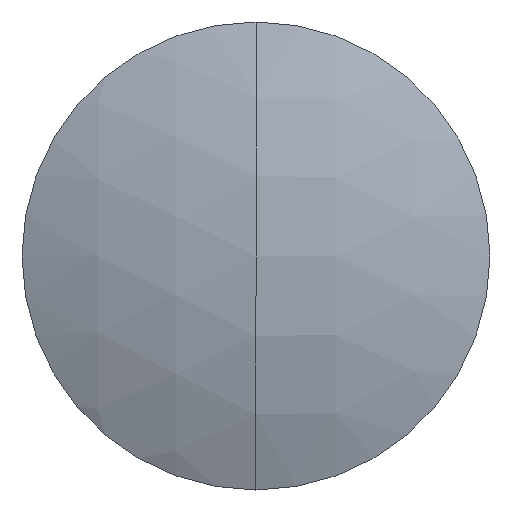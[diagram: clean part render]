
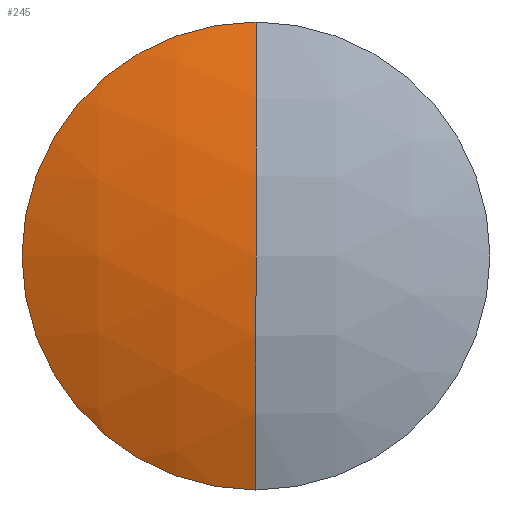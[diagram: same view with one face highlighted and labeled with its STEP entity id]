
A CAD part, left-side view. The second image highlights one B-rep face of the part: STEP entity #245.
In plain terms, the highlighted spherical face has radius 8.184 mm.
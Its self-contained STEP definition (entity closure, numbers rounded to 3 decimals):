
#10 = DIRECTION ( 'NONE',  ( 0., 0., 1. ) ) ;
#11 = CIRCLE ( 'NONE', #202, 8.184 ) ;
#21 = AXIS2_PLACEMENT_3D ( 'NONE', #151, #175, #10 ) ;
#35 = CARTESIAN_POINT ( 'NONE',  ( 11.715, 0., 0. ) ) ;
#42 = CIRCLE ( 'NONE', #148, 8.184 ) ;
#44 = EDGE_CURVE ( 'NONE', #204, #292, #11, .T. ) ;
#53 = ORIENTED_EDGE ( 'NONE', *, *, #69, .T. ) ;
#55 = DIRECTION ( 'NONE',  ( 0., 0., 1. ) ) ;
#67 = CARTESIAN_POINT ( 'NONE',  ( 3.531, 0., 0. ) ) ;
#69 = EDGE_CURVE ( 'NONE', #215, #292, #42, .T. ) ;
#96 = CARTESIAN_POINT ( 'NONE',  ( 11.715, 0., 0. ) ) ;
#121 = DIRECTION ( 'NONE',  ( 0., 1., 0. ) ) ;
#135 = CARTESIAN_POINT ( 'NONE',  ( 4.161, 0., -3.15 ) ) ;
#148 = AXIS2_PLACEMENT_3D ( 'NONE', #35, #330, #169 ) ;
#151 = CARTESIAN_POINT ( 'NONE',  ( 4.161, 0., 0. ) ) ;
#169 = DIRECTION ( 'NONE',  ( 0., 0., 1. ) ) ;
#174 = EDGE_LOOP ( 'NONE', ( #250, #53, #321 ) ) ;
#175 = DIRECTION ( 'NONE',  ( -1., 0., 0. ) ) ;
#191 = AXIS2_PLACEMENT_3D ( 'NONE', #96, #121, #55 ) ;
#197 = CARTESIAN_POINT ( 'NONE',  ( 11.715, 0., 0. ) ) ;
#201 = FACE_OUTER_BOUND ( 'NONE', #174, .T. ) ;
#202 = AXIS2_PLACEMENT_3D ( 'NONE', #197, #318, #315 ) ;
#204 = VERTEX_POINT ( 'NONE', #236 ) ;
#215 = VERTEX_POINT ( 'NONE', #135 ) ;
#236 = CARTESIAN_POINT ( 'NONE',  ( 4.161, 0., 3.15 ) ) ;
#245 = ADVANCED_FACE ( 'NONE', ( #201 ), #279, .T. ) ;
#250 = ORIENTED_EDGE ( 'NONE', *, *, #303, .T. ) ;
#276 = CIRCLE ( 'NONE', #21, 3.15 ) ;
#279 = SPHERICAL_SURFACE ( 'NONE', #191, 8.184 ) ;
#292 = VERTEX_POINT ( 'NONE', #67 ) ;
#303 = EDGE_CURVE ( 'NONE', #204, #215, #276, .T. ) ;
#315 = DIRECTION ( 'NONE',  ( 0., 0., -1. ) ) ;
#318 = DIRECTION ( 'NONE',  ( 0., -1., 0. ) ) ;
#321 = ORIENTED_EDGE ( 'NONE', *, *, #44, .F. ) ;
#330 = DIRECTION ( 'NONE',  ( 0., 1., 0. ) ) ;
